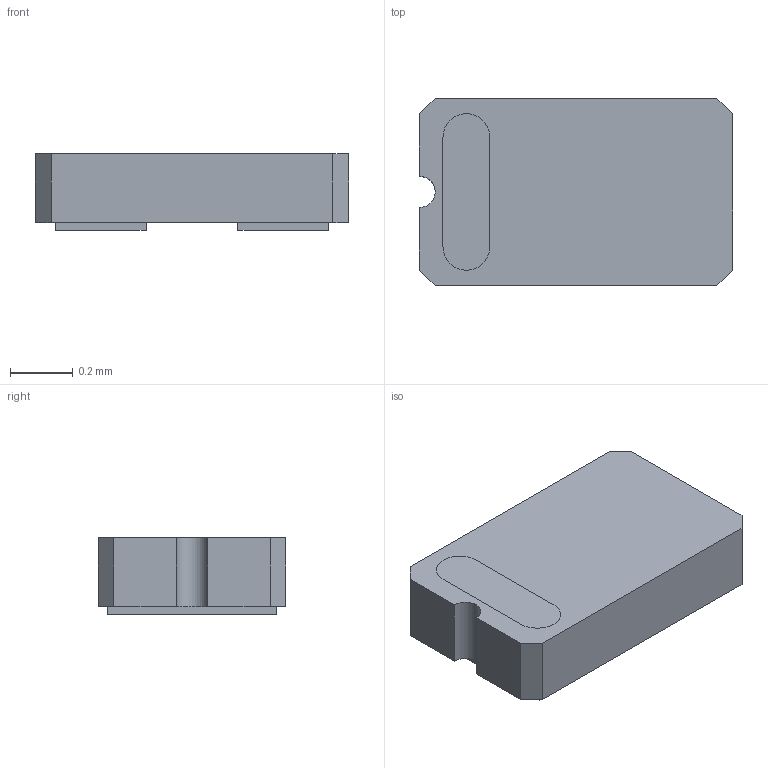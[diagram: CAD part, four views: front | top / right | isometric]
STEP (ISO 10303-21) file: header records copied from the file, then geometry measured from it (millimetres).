
FILE_DESCRIPTION(/* description */ (''),/* implementation_level */ '2;1');
FILE_NAME(/* name */ 'diode.stp',/* time_stamp */ '2024-01-06T18:22:32+01:00',/* author */ (''),/* organization */ (''),/* preprocessor_version */ 'ST-DEVELOPER v15.2',/* originating_system */ 'Autodesk Translator Framework v2.0.0.5431',/* authorisation */ '');
FILE_SCHEMA (('AUTOMOTIVE_DESIGN { 1 0 10303 214 3 1 1 }'));
Length unit declared in the file: centimetre
Products named in the file (1): kicad_1005diode
Bounding box: 1 x 0.6 x 0.24 mm (x, y, z)
Volume: 0.1 mm3; surface area: 3 mm2
Topology: 4 solids, 4 shells, 45 faces, 102 edges, 68 vertices
Faces by surface type: plane 40, cylinder 5
Entity records: 1276 total; most frequent: CARTESIAN_POINT 216, ORIENTED_EDGE 204, DIRECTION 204, EDGE_CURVE 102, LINE 92, VECTOR 92, VERTEX_POINT 68, AXIS2_PLACEMENT_3D 56
